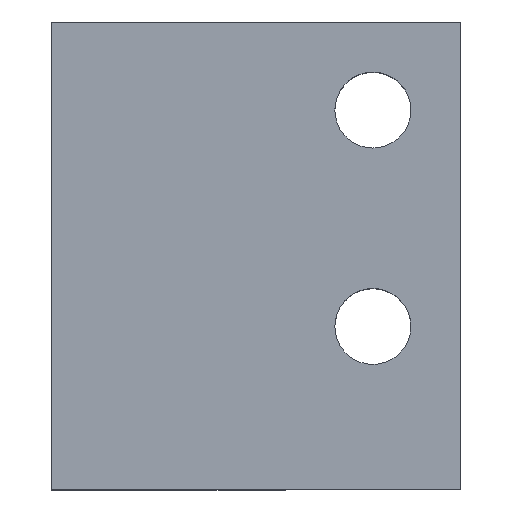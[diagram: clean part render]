
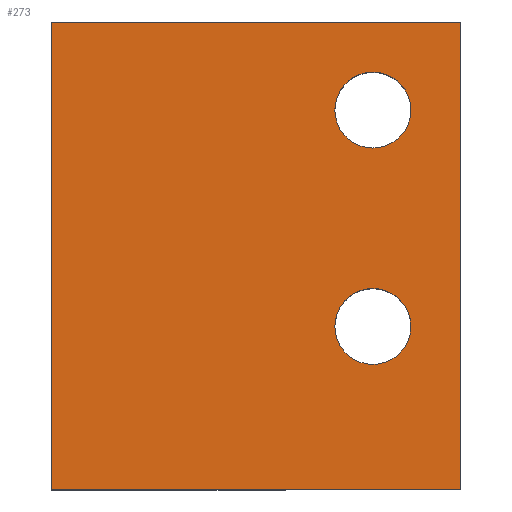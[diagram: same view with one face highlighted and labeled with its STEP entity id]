
A CAD part, top view. The second image highlights one B-rep face of the part: STEP entity #273.
In plain terms, the highlighted planar face has unit normal (0, 0, 1).
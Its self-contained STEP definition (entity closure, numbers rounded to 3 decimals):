
#2 = ORIENTED_EDGE ( 'NONE', *, *, #129, .T. ) ;
#6 = FACE_BOUND ( 'NONE', #394, .T. ) ;
#7 = ORIENTED_EDGE ( 'NONE', *, *, #282, .T. ) ;
#12 = AXIS2_PLACEMENT_3D ( 'NONE', #341, #159, #264 ) ;
#19 = VERTEX_POINT ( 'NONE', #137 ) ;
#32 = DIRECTION ( 'NONE',  ( 0., 1., 0. ) ) ;
#33 = ORIENTED_EDGE ( 'NONE', *, *, #41, .T. ) ;
#34 = CARTESIAN_POINT ( 'NONE',  ( -10., 0., 22.257 ) ) ;
#35 = CIRCLE ( 'NONE', #12, 3.25 ) ;
#41 = EDGE_CURVE ( 'NONE', #406, #198, #83, .T. ) ;
#45 = EDGE_LOOP ( 'NONE', ( #33, #2 ) ) ;
#48 = CARTESIAN_POINT ( 'NONE',  ( 17.5, -7.535, 22.257 ) ) ;
#54 = CARTESIAN_POINT ( 'NONE',  ( 20.75, -26.046, 22.257 ) ) ;
#78 = DIRECTION ( 'NONE',  ( -1., 0., 0. ) ) ;
#83 = CIRCLE ( 'NONE', #359, 3.25 ) ;
#92 = AXIS2_PLACEMENT_3D ( 'NONE', #405, #288, #369 ) ;
#99 = AXIS2_PLACEMENT_3D ( 'NONE', #189, #151, #377 ) ;
#129 = EDGE_CURVE ( 'NONE', #198, #406, #135, .T. ) ;
#135 = CIRCLE ( 'NONE', #92, 3.25 ) ;
#137 = CARTESIAN_POINT ( 'NONE',  ( 25., -40., 22.257 ) ) ;
#151 = DIRECTION ( 'NONE',  ( 0., 0., -1. ) ) ;
#159 = DIRECTION ( 'NONE',  ( 0., 0., -1. ) ) ;
#161 = DIRECTION ( 'NONE',  ( 0., 0., -1. ) ) ;
#169 = CARTESIAN_POINT ( 'NONE',  ( 25., 0., 22.257 ) ) ;
#171 = CARTESIAN_POINT ( 'NONE',  ( 14.25, -7.535, 22.257 ) ) ;
#173 = LINE ( 'NONE', #475, #230 ) ;
#178 = EDGE_CURVE ( 'NONE', #298, #19, #436, .T. ) ;
#189 = CARTESIAN_POINT ( 'NONE',  ( -10., -40., 22.257 ) ) ;
#192 = PLANE ( 'NONE',  #99 ) ;
#194 = CARTESIAN_POINT ( 'NONE',  ( 14.25, -26.046, 22.257 ) ) ;
#198 = VERTEX_POINT ( 'NONE', #210 ) ;
#210 = CARTESIAN_POINT ( 'NONE',  ( 20.75, -7.535, 22.257 ) ) ;
#223 = EDGE_CURVE ( 'NONE', #448, #251, #466, .T. ) ;
#228 = EDGE_LOOP ( 'NONE', ( #257, #451, #342, #289 ) ) ;
#230 = VECTOR ( 'NONE', #317, 1000. ) ;
#236 = LINE ( 'NONE', #305, #262 ) ;
#237 = EDGE_CURVE ( 'NONE', #298, #318, #456, .T. ) ;
#239 = AXIS2_PLACEMENT_3D ( 'NONE', #332, #161, #78 ) ;
#246 = VECTOR ( 'NONE', #32, 1000. ) ;
#250 = CARTESIAN_POINT ( 'NONE',  ( -10., -40., 22.257 ) ) ;
#251 = VERTEX_POINT ( 'NONE', #194 ) ;
#257 = ORIENTED_EDGE ( 'NONE', *, *, #495, .F. ) ;
#259 = FACE_BOUND ( 'NONE', #45, .T. ) ;
#262 = VECTOR ( 'NONE', #277, 1000. ) ;
#264 = DIRECTION ( 'NONE',  ( -1., 0., 0. ) ) ;
#273 = ADVANCED_FACE ( 'NONE', ( #259, #6, #370 ), #192, .F. ) ;
#277 = DIRECTION ( 'NONE',  ( 0., 1., 0. ) ) ;
#282 = EDGE_CURVE ( 'NONE', #251, #448, #35, .T. ) ;
#288 = DIRECTION ( 'NONE',  ( 0., 0., -1. ) ) ;
#289 = ORIENTED_EDGE ( 'NONE', *, *, #392, .T. ) ;
#292 = CARTESIAN_POINT ( 'NONE',  ( -10., -40., 22.257 ) ) ;
#298 = VERTEX_POINT ( 'NONE', #304 ) ;
#304 = CARTESIAN_POINT ( 'NONE',  ( -10., -40., 22.257 ) ) ;
#305 = CARTESIAN_POINT ( 'NONE',  ( 25., -40., 22.257 ) ) ;
#317 = DIRECTION ( 'NONE',  ( 1., 0., 0. ) ) ;
#318 = VERTEX_POINT ( 'NONE', #34 ) ;
#332 = CARTESIAN_POINT ( 'NONE',  ( 17.5, -26.046, 22.257 ) ) ;
#341 = CARTESIAN_POINT ( 'NONE',  ( 17.5, -26.046, 22.257 ) ) ;
#342 = ORIENTED_EDGE ( 'NONE', *, *, #178, .T. ) ;
#359 = AXIS2_PLACEMENT_3D ( 'NONE', #48, #385, #471 ) ;
#367 = VECTOR ( 'NONE', #482, 1000. ) ;
#369 = DIRECTION ( 'NONE',  ( -1., 0., 0. ) ) ;
#370 = FACE_OUTER_BOUND ( 'NONE', #228, .T. ) ;
#372 = VERTEX_POINT ( 'NONE', #169 ) ;
#377 = DIRECTION ( 'NONE',  ( -1., 0., 0. ) ) ;
#385 = DIRECTION ( 'NONE',  ( 0., 0., -1. ) ) ;
#392 = EDGE_CURVE ( 'NONE', #19, #372, #236, .T. ) ;
#394 = EDGE_LOOP ( 'NONE', ( #7, #428 ) ) ;
#405 = CARTESIAN_POINT ( 'NONE',  ( 17.5, -7.535, 22.257 ) ) ;
#406 = VERTEX_POINT ( 'NONE', #171 ) ;
#428 = ORIENTED_EDGE ( 'NONE', *, *, #223, .T. ) ;
#436 = LINE ( 'NONE', #250, #367 ) ;
#448 = VERTEX_POINT ( 'NONE', #54 ) ;
#451 = ORIENTED_EDGE ( 'NONE', *, *, #237, .F. ) ;
#456 = LINE ( 'NONE', #292, #246 ) ;
#466 = CIRCLE ( 'NONE', #239, 3.25 ) ;
#471 = DIRECTION ( 'NONE',  ( -1., 0., 0. ) ) ;
#475 = CARTESIAN_POINT ( 'NONE',  ( -10., 0., 22.257 ) ) ;
#482 = DIRECTION ( 'NONE',  ( 1., 0., 0. ) ) ;
#495 = EDGE_CURVE ( 'NONE', #318, #372, #173, .T. ) ;
